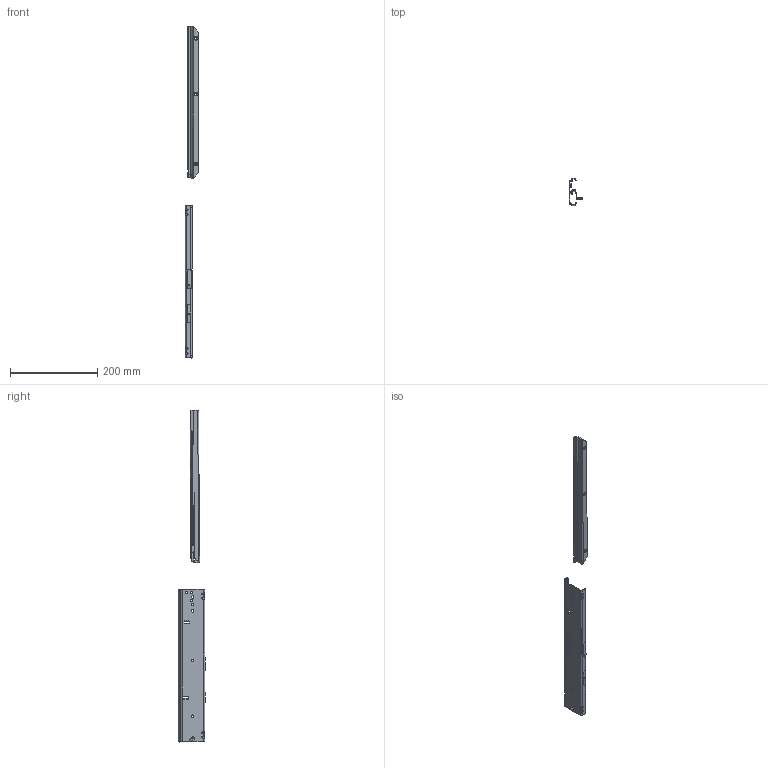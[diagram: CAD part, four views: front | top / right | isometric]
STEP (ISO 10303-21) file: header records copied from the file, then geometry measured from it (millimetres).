
FILE_DESCRIPTION (( 'STEP AP214' ), '1' );
FILE_NAME ('FR_791_SCC_OE.0350mm_14inch_open_left.STEP', '2022-11-17T15:27:50', ( '' ), ( '' ), 'SwSTEP 2.0', 'SolidWorks 2020', '' );
FILE_SCHEMA (( 'AUTOMOTIVE_DESIGN' ));
Length unit declared in the file: millimetre
Products named in the file (5): CS# 785.XXX-01.0000_NL 350; CS# 786.XXX-03.S047_NL 350; FR_791_SCC_OE.0350mm_14inch_open_left
Assembly tree (4 placements, depth 3):
  FR_791_SCC_OE.0350mm_14inch_open_left
    CS# 785.XXX-01.0000_NL 350
      CS# 785.XXX-01.0000_NL 350
    CS# 786.XXX-03.S047_NL 350
      CS# 786.XXX-03.S047_NL 350
Bounding box: 31.5 x 62.5 x 759.99 mm (x, y, z)
Volume: 68237 mm3; surface area: 94697.2 mm2
Topology: 2 solids, 2 shells, 921 faces, 2398 edges, 1514 vertices
Faces by surface type: plane 432, bspline 239, cylinder 190, cone 55, sphere 5
Entity records: 46037 total; most frequent: CARTESIAN_POINT 20776, ORIENTED_EDGE 4776, DIRECTION 3453, EDGE_CURVE 2388, VERTEX_POINT 1514, VECTOR 1287, LINE 1287, AXIS2_PLACEMENT_3D 1083
